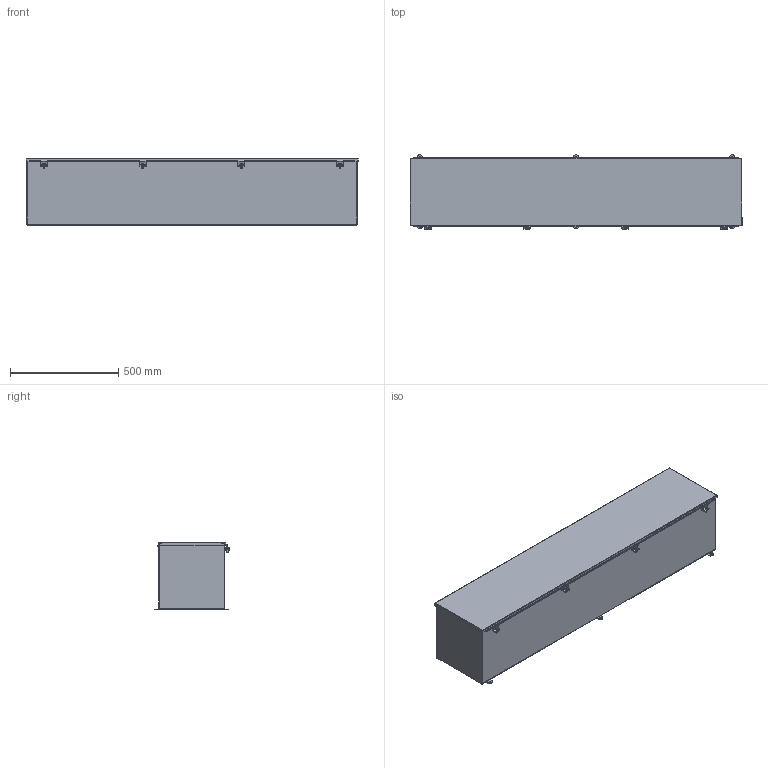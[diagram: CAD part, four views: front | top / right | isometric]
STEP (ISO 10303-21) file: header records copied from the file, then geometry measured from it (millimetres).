
FILE_DESCRIPTION (( 'STEP AP214' ), '1' );
FILE_NAME ('T121260CH.STEP', '2021-11-11T13:40:51', ( '' ), ( '' ), 'SwSTEP 2.0', 'SolidWorks 2021', '' );
FILE_SCHEMA (( 'AUTOMOTIVE_DESIGN' ));
Length unit declared in the file: inch
Products named in the file (1): T121260CH
Bounding box: 1531.94 x 345.31 x 311.98 mm (x, y, z)
Volume: 4156892 mm3; surface area: 4494715.1 mm2
Topology: 22 solids, 22 shells, 1221 faces, 3471 edges, 2302 vertices
Faces by surface type: cylinder 601, plane 592, bspline 20, cone 8
Entity records: 57378 total; most frequent: CARTESIAN_POINT 7894, DIRECTION 7037, ORIENTED_EDGE 6942, EDGE_CURVE 3471, AXIS2_PLACEMENT_3D 2424, VERTEX_POINT 2302, VECTOR 2189, LINE 2189
